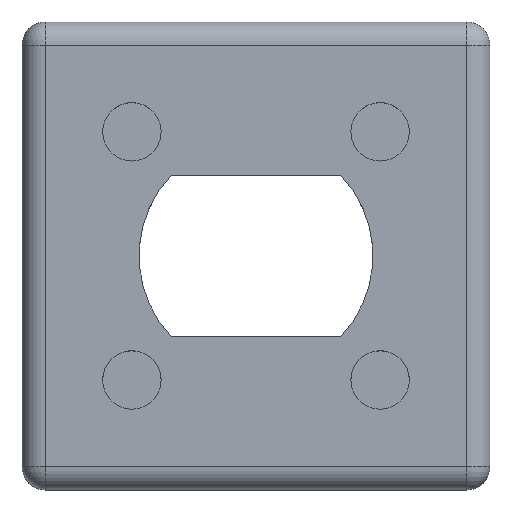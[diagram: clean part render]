
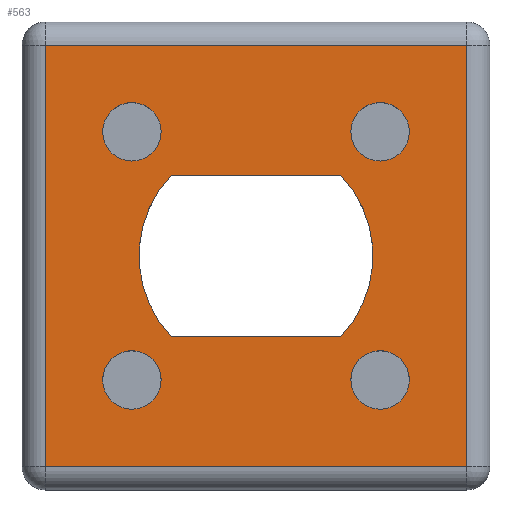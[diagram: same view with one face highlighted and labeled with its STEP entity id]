
A CAD part, top view. The second image highlights one B-rep face of the part: STEP entity #563.
In plain terms, the highlighted planar face has unit normal (0, 0, 1).
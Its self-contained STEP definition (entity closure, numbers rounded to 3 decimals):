
#26=FACE_BOUND('',#103,.T.);
#27=FACE_BOUND('',#104,.T.);
#28=FACE_BOUND('',#105,.T.);
#29=FACE_BOUND('',#106,.T.);
#30=FACE_BOUND('',#107,.T.);
#36=PLANE('',#640);
#57=FACE_OUTER_BOUND('',#102,.T.);
#102=EDGE_LOOP('',(#429,#430,#431,#432));
#103=EDGE_LOOP('',(#433,#434,#435,#436));
#104=EDGE_LOOP('',(#437));
#105=EDGE_LOOP('',(#438));
#106=EDGE_LOOP('',(#439));
#107=EDGE_LOOP('',(#440));
#167=LINE('',#998,#205);
#168=LINE('',#1000,#206);
#169=LINE('',#1002,#207);
#170=LINE('',#1003,#208);
#171=LINE('',#1005,#209);
#172=LINE('',#1008,#210);
#205=VECTOR('',#783,1000.);
#206=VECTOR('',#784,1000.);
#207=VECTOR('',#785,1000.);
#208=VECTOR('',#786,1000.);
#209=VECTOR('',#787,1000.);
#210=VECTOR('',#790,1000.);
#214=CIRCLE('',#615,1.25);
#216=CIRCLE('',#618,1.25);
#218=CIRCLE('',#621,1.25);
#220=CIRCLE('',#624,1.25);
#222=CIRCLE('',#627,5.);
#228=CIRCLE('',#641,5.);
#254=VERTEX_POINT('',#903);
#256=VERTEX_POINT('',#909);
#258=VERTEX_POINT('',#915);
#260=VERTEX_POINT('',#921);
#263=VERTEX_POINT('',#928);
#264=VERTEX_POINT('',#930);
#291=VERTEX_POINT('',#996);
#292=VERTEX_POINT('',#997);
#293=VERTEX_POINT('',#999);
#294=VERTEX_POINT('',#1001);
#295=VERTEX_POINT('',#1004);
#296=VERTEX_POINT('',#1006);
#299=EDGE_CURVE('',#254,#254,#214,.T.);
#302=EDGE_CURVE('',#256,#256,#216,.T.);
#305=EDGE_CURVE('',#258,#258,#218,.T.);
#308=EDGE_CURVE('',#260,#260,#220,.T.);
#311=EDGE_CURVE('',#263,#264,#222,.T.);
#342=EDGE_CURVE('',#291,#292,#167,.T.);
#343=EDGE_CURVE('',#292,#293,#168,.T.);
#344=EDGE_CURVE('',#293,#294,#169,.T.);
#345=EDGE_CURVE('',#294,#291,#170,.T.);
#346=EDGE_CURVE('',#295,#263,#171,.T.);
#347=EDGE_CURVE('',#296,#295,#228,.T.);
#348=EDGE_CURVE('',#264,#296,#172,.T.);
#429=ORIENTED_EDGE('',*,*,#342,.T.);
#430=ORIENTED_EDGE('',*,*,#343,.T.);
#431=ORIENTED_EDGE('',*,*,#344,.T.);
#432=ORIENTED_EDGE('',*,*,#345,.T.);
#433=ORIENTED_EDGE('',*,*,#311,.F.);
#434=ORIENTED_EDGE('',*,*,#346,.F.);
#435=ORIENTED_EDGE('',*,*,#347,.F.);
#436=ORIENTED_EDGE('',*,*,#348,.F.);
#437=ORIENTED_EDGE('',*,*,#299,.F.);
#438=ORIENTED_EDGE('',*,*,#302,.F.);
#439=ORIENTED_EDGE('',*,*,#305,.F.);
#440=ORIENTED_EDGE('',*,*,#308,.F.);
#563=ADVANCED_FACE('',(#57,#26,#27,#28,#29,#30),#36,.T.);
#615=AXIS2_PLACEMENT_3D('',#905,#702,#703);
#618=AXIS2_PLACEMENT_3D('',#911,#709,#710);
#621=AXIS2_PLACEMENT_3D('',#917,#716,#717);
#624=AXIS2_PLACEMENT_3D('',#923,#723,#724);
#627=AXIS2_PLACEMENT_3D('',#931,#730,#731);
#640=AXIS2_PLACEMENT_3D('',#995,#781,#782);
#641=AXIS2_PLACEMENT_3D('',#1007,#788,#789);
#702=DIRECTION('center_axis',(0.,0.,1.));
#703=DIRECTION('ref_axis',(-1.,0.,0.));
#709=DIRECTION('center_axis',(0.,0.,1.));
#710=DIRECTION('ref_axis',(-1.,0.,0.));
#716=DIRECTION('center_axis',(0.,0.,1.));
#717=DIRECTION('ref_axis',(1.,0.,0.));
#723=DIRECTION('center_axis',(0.,0.,1.));
#724=DIRECTION('ref_axis',(1.,0.,0.));
#730=DIRECTION('center_axis',(0.,0.,1.));
#731=DIRECTION('ref_axis',(1.,0.,0.));
#781=DIRECTION('center_axis',(0.,0.,1.));
#782=DIRECTION('ref_axis',(1.,0.,0.));
#783=DIRECTION('',(0.,-1.,0.));
#784=DIRECTION('',(1.,0.,0.));
#785=DIRECTION('',(0.,1.,0.));
#786=DIRECTION('',(-1.,0.,0.));
#787=DIRECTION('',(1.,0.,0.));
#788=DIRECTION('center_axis',(0.,0.,1.));
#789=DIRECTION('ref_axis',(1.,0.,0.));
#790=DIRECTION('',(-1.,0.,0.));
#903=CARTESIAN_POINT('',(4.053,-5.303,5.));
#905=CARTESIAN_POINT('Origin',(5.303,-5.303,5.));
#909=CARTESIAN_POINT('',(-6.553,-5.303,5.));
#911=CARTESIAN_POINT('Origin',(-5.303,-5.303,5.));
#915=CARTESIAN_POINT('',(4.053,5.303,5.));
#917=CARTESIAN_POINT('Origin',(5.303,5.303,5.));
#921=CARTESIAN_POINT('',(-6.553,5.303,5.));
#923=CARTESIAN_POINT('Origin',(-5.303,5.303,5.));
#928=CARTESIAN_POINT('',(3.619,-3.45,5.));
#930=CARTESIAN_POINT('',(3.619,3.45,5.));
#931=CARTESIAN_POINT('Origin',(0.,0.,5.));
#995=CARTESIAN_POINT('Origin',(-10.,10.,5.));
#996=CARTESIAN_POINT('',(-9.,9.,5.));
#997=CARTESIAN_POINT('',(-9.,-9.,5.));
#998=CARTESIAN_POINT('',(-9.,-10.,5.));
#999=CARTESIAN_POINT('',(9.,-9.,5.));
#1000=CARTESIAN_POINT('',(10.,-9.,5.));
#1001=CARTESIAN_POINT('',(9.,9.,5.));
#1002=CARTESIAN_POINT('',(9.,10.,5.));
#1003=CARTESIAN_POINT('',(-10.,9.,5.));
#1004=CARTESIAN_POINT('',(-3.619,-3.45,5.));
#1005=CARTESIAN_POINT('',(3.619,-3.45,5.));
#1006=CARTESIAN_POINT('',(-3.619,3.45,5.));
#1007=CARTESIAN_POINT('Origin',(0.,0.,5.));
#1008=CARTESIAN_POINT('',(3.619,3.45,5.));
